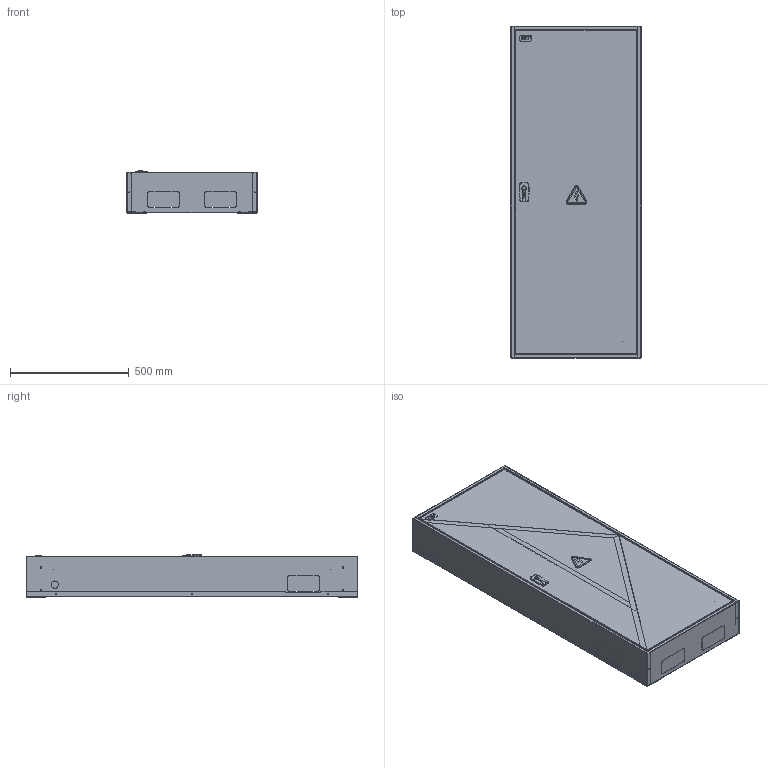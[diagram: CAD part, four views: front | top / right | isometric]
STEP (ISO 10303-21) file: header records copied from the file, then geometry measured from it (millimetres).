
FILE_DESCRIPTION (( 'STEP AP214' ), '1' );
FILE_NAME ('ÐÈÇÓÐ.344247.Ì358 Øêàô ModBox 1400x550x170 EKF PROxima (Mod-7-2).STEP', '2019-01-18T10:59:41', ( '' ), ( '' ), 'SwSTEP 2.0', 'SolidWorks 2017', '' );
FILE_SCHEMA (( 'AUTOMOTIVE_DESIGN' ));
Length unit declared in the file: millimetre
Products named in the file (1): ÐÈÇÓÐ.344247.Ì358 Øêàô ModBox 1400x550x170 EKF PROxima (Mod-7-2)
Bounding box: 550 x 1400 x 179 mm (x, y, z)
Volume: 4154463.2 mm3; surface area: 7302877.1 mm2
Topology: 38 solids, 38 shells, 2659 faces, 6721 edges, 4153 vertices
Faces by surface type: plane 1622, cylinder 954, cone 40, bspline 28, torus 15
Entity records: 111009 total; most frequent: CARTESIAN_POINT 15316, DIRECTION 13723, ORIENTED_EDGE 13426, EDGE_CURVE 6713, VECTOR 4735, LINE 4735, AXIS2_PLACEMENT_3D 4494, VERTEX_POINT 4153
